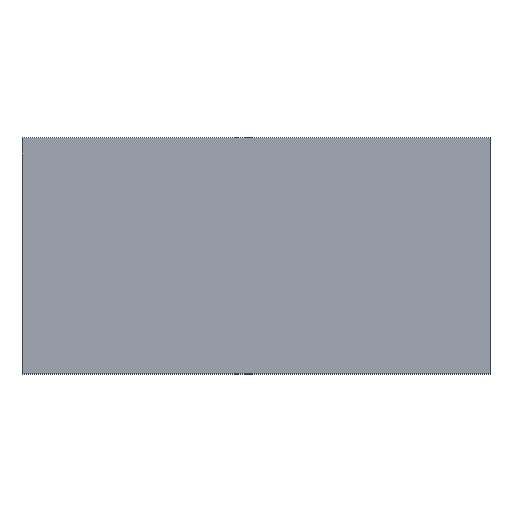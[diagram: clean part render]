
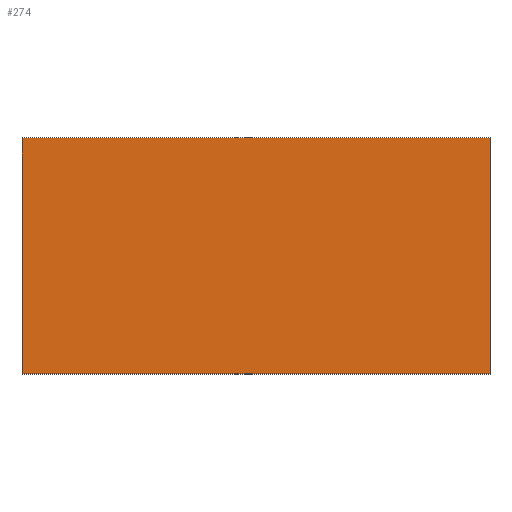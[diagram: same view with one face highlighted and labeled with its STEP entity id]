
A CAD part, top view. The second image highlights one B-rep face of the part: STEP entity #274.
In plain terms, the highlighted planar face has unit normal (0, 0, 1).
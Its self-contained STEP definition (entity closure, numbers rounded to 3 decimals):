
#274=ADVANCED_FACE('',(#369),#321,.T.);
#321=PLANE('',#1487);
#369=FACE_OUTER_BOUND('',#463,.T.);
#463=EDGE_LOOP('',(#797,#798,#799,#800));
#797=ORIENTED_EDGE('',*,*,#1107,.F.);
#798=ORIENTED_EDGE('',*,*,#1108,.F.);
#799=ORIENTED_EDGE('',*,*,#1109,.F.);
#800=ORIENTED_EDGE('',*,*,#1110,.F.);
#935=VERTEX_POINT('',#2236);
#936=VERTEX_POINT('',#2237);
#937=VERTEX_POINT('',#2239);
#938=VERTEX_POINT('',#2241);
#1107=EDGE_CURVE('',#935,#936,#1237,.T.);
#1108=EDGE_CURVE('',#937,#935,#1238,.T.);
#1109=EDGE_CURVE('',#938,#937,#1239,.T.);
#1110=EDGE_CURVE('',#936,#938,#1240,.T.);
#1237=LINE('',#2235,#1367);
#1238=LINE('',#2238,#1368);
#1239=LINE('',#2240,#1369);
#1240=LINE('',#2242,#1370);
#1367=VECTOR('',#1827,1.);
#1368=VECTOR('',#1828,1.);
#1369=VECTOR('',#1829,1.);
#1370=VECTOR('',#1830,1.);
#1487=AXIS2_PLACEMENT_3D('',#2243,#1831,#1832);
#1827=DIRECTION('',(-1.,0.,0.));
#1828=DIRECTION('',(0.,-1.,0.));
#1829=DIRECTION('',(1.,0.,0.));
#1830=DIRECTION('',(0.,1.,0.));
#1831=DIRECTION('',(0.,0.,1.));
#1832=DIRECTION('',(1.,0.,0.));
#2235=CARTESIAN_POINT('',(-63.26,-25.548,29.5));
#2236=CARTESIAN_POINT('',(-2.77,-25.548,29.5));
#2237=CARTESIAN_POINT('',(-123.75,-25.548,29.5));
#2238=CARTESIAN_POINT('',(-2.77,4.945,29.5));
#2239=CARTESIAN_POINT('',(-2.77,35.437,29.5));
#2240=CARTESIAN_POINT('',(-63.26,35.437,29.5));
#2241=CARTESIAN_POINT('',(-123.75,35.437,29.5));
#2242=CARTESIAN_POINT('',(-123.75,4.945,29.5));
#2243=CARTESIAN_POINT('',(-63.26,4.945,29.5));
